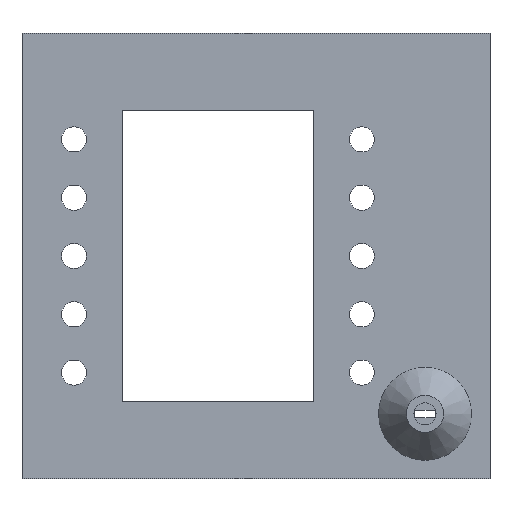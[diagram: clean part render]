
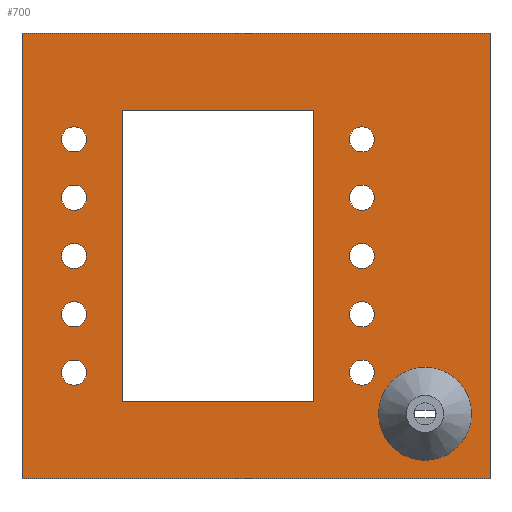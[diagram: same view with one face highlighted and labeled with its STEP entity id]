
A CAD part, top view. The second image highlights one B-rep face of the part: STEP entity #700.
In plain terms, the highlighted planar face has unit normal (0, 0, 1).
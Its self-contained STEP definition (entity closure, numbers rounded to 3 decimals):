
#31=FACE_BOUND('',#169,.T.);
#32=FACE_BOUND('',#170,.T.);
#33=FACE_BOUND('',#171,.T.);
#34=FACE_BOUND('',#172,.T.);
#35=FACE_BOUND('',#173,.T.);
#36=FACE_BOUND('',#174,.T.);
#37=FACE_BOUND('',#175,.T.);
#38=FACE_BOUND('',#176,.T.);
#39=FACE_BOUND('',#177,.T.);
#40=FACE_BOUND('',#178,.T.);
#41=FACE_BOUND('',#179,.T.);
#42=FACE_BOUND('',#180,.T.);
#76=CIRCLE('',#741,3.375);
#78=CIRCLE('',#744,3.375);
#80=CIRCLE('',#747,3.375);
#82=CIRCLE('',#750,3.375);
#84=CIRCLE('',#753,3.375);
#86=CIRCLE('',#756,3.375);
#88=CIRCLE('',#763,3.375);
#90=CIRCLE('',#766,3.375);
#92=CIRCLE('',#769,3.375);
#94=CIRCLE('',#772,3.375);
#130=FACE_OUTER_BOUND('',#168,.T.);
#168=EDGE_LOOP('',(#598,#599,#600,#601));
#169=EDGE_LOOP('',(#602));
#170=EDGE_LOOP('',(#603));
#171=EDGE_LOOP('',(#604));
#172=EDGE_LOOP('',(#605));
#173=EDGE_LOOP('',(#606));
#174=EDGE_LOOP('',(#607));
#175=EDGE_LOOP('',(#608,#609,#610,#611));
#176=EDGE_LOOP('',(#612));
#177=EDGE_LOOP('',(#613));
#178=EDGE_LOOP('',(#614));
#179=EDGE_LOOP('',(#615));
#180=EDGE_LOOP('',(#616,#617,#618,#619));
#216=LINE('',#1081,#276);
#219=LINE('',#1087,#279);
#222=LINE('',#1093,#282);
#225=LINE('',#1097,#285);
#232=LINE('',#1129,#292);
#235=LINE('',#1135,#295);
#238=LINE('',#1141,#298);
#241=LINE('',#1145,#301);
#244=LINE('',#1153,#304);
#247=LINE('',#1159,#307);
#250=LINE('',#1165,#310);
#253=LINE('',#1169,#313);
#276=VECTOR('',#894,10.);
#279=VECTOR('',#899,10.);
#282=VECTOR('',#904,10.);
#285=VECTOR('',#909,10.);
#292=VECTOR('',#942,10.);
#295=VECTOR('',#947,10.);
#298=VECTOR('',#952,10.);
#301=VECTOR('',#957,10.);
#304=VECTOR('',#962,10.);
#307=VECTOR('',#967,10.);
#310=VECTOR('',#972,10.);
#313=VECTOR('',#977,10.);
#328=VERTEX_POINT('',#1039);
#330=VERTEX_POINT('',#1045);
#332=VERTEX_POINT('',#1051);
#334=VERTEX_POINT('',#1057);
#336=VERTEX_POINT('',#1063);
#338=VERTEX_POINT('',#1069);
#342=VERTEX_POINT('',#1078);
#343=VERTEX_POINT('',#1080);
#345=VERTEX_POINT('',#1086);
#347=VERTEX_POINT('',#1092);
#348=VERTEX_POINT('',#1099);
#350=VERTEX_POINT('',#1105);
#352=VERTEX_POINT('',#1111);
#354=VERTEX_POINT('',#1117);
#358=VERTEX_POINT('',#1126);
#359=VERTEX_POINT('',#1128);
#361=VERTEX_POINT('',#1134);
#363=VERTEX_POINT('',#1140);
#366=VERTEX_POINT('',#1150);
#367=VERTEX_POINT('',#1152);
#369=VERTEX_POINT('',#1158);
#371=VERTEX_POINT('',#1164);
#396=EDGE_CURVE('',#328,#328,#76,.T.);
#399=EDGE_CURVE('',#330,#330,#78,.T.);
#402=EDGE_CURVE('',#332,#332,#80,.T.);
#405=EDGE_CURVE('',#334,#334,#82,.T.);
#408=EDGE_CURVE('',#336,#336,#84,.T.);
#411=EDGE_CURVE('',#338,#338,#86,.T.);
#416=EDGE_CURVE('',#343,#342,#216,.T.);
#419=EDGE_CURVE('',#345,#343,#219,.T.);
#422=EDGE_CURVE('',#347,#345,#222,.T.);
#425=EDGE_CURVE('',#342,#347,#225,.T.);
#426=EDGE_CURVE('',#348,#348,#88,.T.);
#429=EDGE_CURVE('',#350,#350,#90,.T.);
#432=EDGE_CURVE('',#352,#352,#92,.T.);
#435=EDGE_CURVE('',#354,#354,#94,.T.);
#440=EDGE_CURVE('',#359,#358,#232,.T.);
#443=EDGE_CURVE('',#361,#359,#235,.T.);
#446=EDGE_CURVE('',#363,#361,#238,.T.);
#449=EDGE_CURVE('',#358,#363,#241,.T.);
#452=EDGE_CURVE('',#367,#366,#244,.T.);
#455=EDGE_CURVE('',#369,#367,#247,.T.);
#458=EDGE_CURVE('',#371,#369,#250,.T.);
#461=EDGE_CURVE('',#366,#371,#253,.T.);
#598=ORIENTED_EDGE('',*,*,#461,.T.);
#599=ORIENTED_EDGE('',*,*,#458,.T.);
#600=ORIENTED_EDGE('',*,*,#455,.T.);
#601=ORIENTED_EDGE('',*,*,#452,.T.);
#602=ORIENTED_EDGE('',*,*,#396,.T.);
#603=ORIENTED_EDGE('',*,*,#399,.T.);
#604=ORIENTED_EDGE('',*,*,#402,.T.);
#605=ORIENTED_EDGE('',*,*,#405,.T.);
#606=ORIENTED_EDGE('',*,*,#408,.T.);
#607=ORIENTED_EDGE('',*,*,#411,.T.);
#608=ORIENTED_EDGE('',*,*,#422,.T.);
#609=ORIENTED_EDGE('',*,*,#419,.T.);
#610=ORIENTED_EDGE('',*,*,#416,.T.);
#611=ORIENTED_EDGE('',*,*,#425,.T.);
#612=ORIENTED_EDGE('',*,*,#426,.T.);
#613=ORIENTED_EDGE('',*,*,#429,.T.);
#614=ORIENTED_EDGE('',*,*,#432,.T.);
#615=ORIENTED_EDGE('',*,*,#435,.T.);
#616=ORIENTED_EDGE('',*,*,#446,.T.);
#617=ORIENTED_EDGE('',*,*,#443,.T.);
#618=ORIENTED_EDGE('',*,*,#440,.T.);
#619=ORIENTED_EDGE('',*,*,#449,.T.);
#664=PLANE('',#782);
#700=ADVANCED_FACE('',(#130,#31,#32,#33,#34,#35,#36,#37,#38,#39,#40,#41,
#42),#664,.T.);
#741=AXIS2_PLACEMENT_3D('',#1040,#850,#851);
#744=AXIS2_PLACEMENT_3D('',#1046,#857,#858);
#747=AXIS2_PLACEMENT_3D('',#1052,#864,#865);
#750=AXIS2_PLACEMENT_3D('',#1058,#871,#872);
#753=AXIS2_PLACEMENT_3D('',#1064,#878,#879);
#756=AXIS2_PLACEMENT_3D('',#1070,#885,#886);
#763=AXIS2_PLACEMENT_3D('',#1100,#912,#913);
#766=AXIS2_PLACEMENT_3D('',#1106,#919,#920);
#769=AXIS2_PLACEMENT_3D('',#1112,#926,#927);
#772=AXIS2_PLACEMENT_3D('',#1118,#933,#934);
#782=AXIS2_PLACEMENT_3D('',#1170,#978,#979);
#850=DIRECTION('center_axis',(0.,0.,-1.));
#851=DIRECTION('ref_axis',(-1.,0.,0.));
#857=DIRECTION('center_axis',(0.,0.,-1.));
#858=DIRECTION('ref_axis',(-1.,0.,0.));
#864=DIRECTION('center_axis',(0.,0.,-1.));
#865=DIRECTION('ref_axis',(-1.,0.,0.));
#871=DIRECTION('center_axis',(0.,0.,-1.));
#872=DIRECTION('ref_axis',(-1.,0.,0.));
#878=DIRECTION('center_axis',(0.,0.,-1.));
#879=DIRECTION('ref_axis',(-1.,0.,0.));
#885=DIRECTION('center_axis',(0.,0.,-1.));
#886=DIRECTION('ref_axis',(-1.,0.,0.));
#894=DIRECTION('',(-1.,0.,0.));
#899=DIRECTION('',(0.,-1.,0.));
#904=DIRECTION('',(1.,0.,0.));
#909=DIRECTION('',(0.,1.,0.));
#912=DIRECTION('center_axis',(0.,0.,-1.));
#913=DIRECTION('ref_axis',(-1.,0.,0.));
#919=DIRECTION('center_axis',(0.,0.,-1.));
#920=DIRECTION('ref_axis',(-1.,0.,0.));
#926=DIRECTION('center_axis',(0.,0.,-1.));
#927=DIRECTION('ref_axis',(-1.,0.,0.));
#933=DIRECTION('center_axis',(0.,0.,-1.));
#934=DIRECTION('ref_axis',(-1.,0.,0.));
#942=DIRECTION('',(0.,1.,0.));
#947=DIRECTION('',(-1.,0.,0.));
#952=DIRECTION('',(0.,-1.,0.));
#957=DIRECTION('',(1.,0.,0.));
#962=DIRECTION('',(-1.,0.,0.));
#967=DIRECTION('',(0.,1.,0.));
#972=DIRECTION('',(1.,0.,0.));
#977=DIRECTION('',(0.,-1.,0.));
#978=DIRECTION('center_axis',(0.,0.,1.));
#979=DIRECTION('ref_axis',(1.,0.,0.));
#1039=CARTESIAN_POINT('',(17.375,60.,3.));
#1040=CARTESIAN_POINT('Origin',(14.,60.,3.));
#1045=CARTESIAN_POINT('',(94.875,28.6,3.));
#1046=CARTESIAN_POINT('Origin',(91.5,28.6,3.));
#1051=CARTESIAN_POINT('',(94.875,91.4,3.));
#1052=CARTESIAN_POINT('Origin',(91.5,91.4,3.));
#1057=CARTESIAN_POINT('',(94.875,44.3,3.));
#1058=CARTESIAN_POINT('Origin',(91.5,44.3,3.));
#1063=CARTESIAN_POINT('',(17.375,75.7,3.));
#1064=CARTESIAN_POINT('Origin',(14.,75.7,3.));
#1069=CARTESIAN_POINT('',(17.375,44.3,3.));
#1070=CARTESIAN_POINT('Origin',(14.,44.3,3.));
#1078=CARTESIAN_POINT('',(27.,20.75,3.));
#1080=CARTESIAN_POINT('',(78.5,20.75,3.));
#1081=CARTESIAN_POINT('',(70.75,20.75,3.));
#1086=CARTESIAN_POINT('',(78.5,99.25,3.));
#1087=CARTESIAN_POINT('',(78.5,79.625,3.));
#1092=CARTESIAN_POINT('',(27.,99.25,3.));
#1093=CARTESIAN_POINT('',(45.,99.25,3.));
#1097=CARTESIAN_POINT('',(27.,40.375,3.));
#1099=CARTESIAN_POINT('',(94.875,75.7,3.));
#1100=CARTESIAN_POINT('Origin',(91.5,75.7,3.));
#1105=CARTESIAN_POINT('',(94.875,60.,3.));
#1106=CARTESIAN_POINT('Origin',(91.5,60.,3.));
#1111=CARTESIAN_POINT('',(17.375,91.4,3.));
#1112=CARTESIAN_POINT('Origin',(14.,91.4,3.));
#1117=CARTESIAN_POINT('',(17.375,28.6,3.));
#1118=CARTESIAN_POINT('Origin',(14.,28.6,3.));
#1126=CARTESIAN_POINT('',(105.675,18.511,3.));
#1128=CARTESIAN_POINT('',(105.675,16.489,3.));
#1129=CARTESIAN_POINT('',(105.675,38.245,3.));
#1134=CARTESIAN_POINT('',(111.325,16.489,3.));
#1135=CARTESIAN_POINT('',(87.162,16.489,3.));
#1140=CARTESIAN_POINT('',(111.325,18.511,3.));
#1141=CARTESIAN_POINT('',(111.325,39.255,3.));
#1145=CARTESIAN_POINT('',(84.338,18.511,3.));
#1150=CARTESIAN_POINT('',(0.,120.,3.));
#1152=CARTESIAN_POINT('',(126.,120.,3.));
#1153=CARTESIAN_POINT('',(126.,120.,3.));
#1158=CARTESIAN_POINT('',(126.,0.,3.));
#1159=CARTESIAN_POINT('',(126.,0.,3.));
#1164=CARTESIAN_POINT('',(0.,0.,3.));
#1165=CARTESIAN_POINT('',(0.,0.,3.));
#1169=CARTESIAN_POINT('',(0.,120.,3.));
#1170=CARTESIAN_POINT('Origin',(63.,60.,3.));
